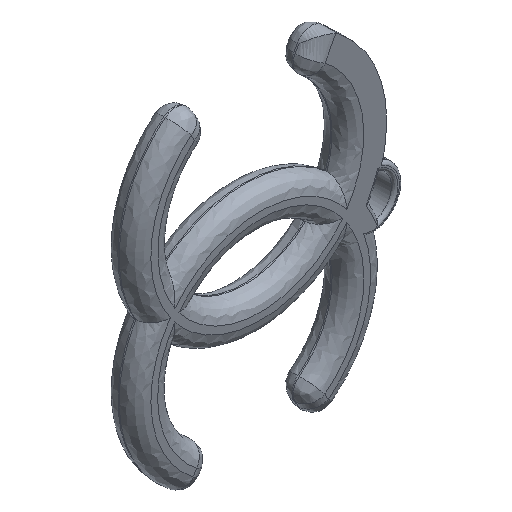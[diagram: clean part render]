
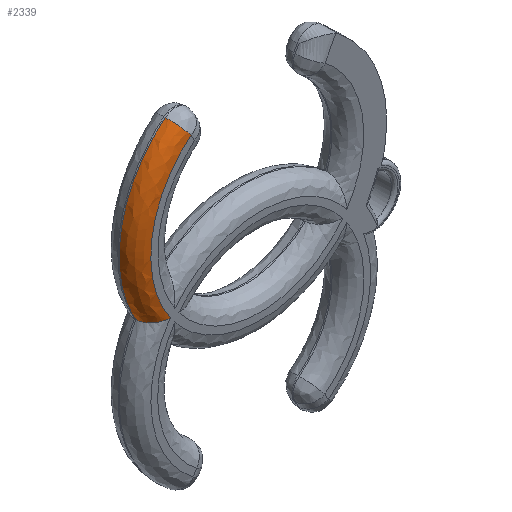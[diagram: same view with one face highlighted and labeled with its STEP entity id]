
A CAD part, isometric view. The second image highlights one B-rep face of the part: STEP entity #2339.
In plain terms, the highlighted free-form (B-spline) face has degree [2, 2] with [3, 3] control points.
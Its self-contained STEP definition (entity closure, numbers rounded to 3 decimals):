
#371 = VERTEX_POINT('',#372);
#372 = CARTESIAN_POINT('',(-12.978,0.,27.02));
#377 = EDGE_CURVE('',#378,#371,#380,.T.);
#378 = VERTEX_POINT('',#379);
#379 = CARTESIAN_POINT('',(-16.763,0.,0.074));
#380 = ( BOUNDED_CURVE() B_SPLINE_CURVE(2,(#381,#382,#383),
.UNSPECIFIED.,.F.,.F.) B_SPLINE_CURVE_WITH_KNOTS((3,3),(5.419,
6.911),.PIECEWISE_BEZIER_KNOTS.) CURVE() 
GEOMETRIC_REPRESENTATION_ITEM() RATIONAL_B_SPLINE_CURVE((1.,
0.734,1.)) REPRESENTATION_ITEM('') );
#381 = CARTESIAN_POINT('',(-16.763,0.,0.074));
#382 = CARTESIAN_POINT('',(-27.325,0.,15.297));
#383 = CARTESIAN_POINT('',(-12.978,0.,27.02));
#1504 = VERTEX_POINT('',#1505);
#1505 = CARTESIAN_POINT('',(-14.807,2.891,
    29.259));
#1511 = EDGE_CURVE('',#1504,#371,#1512,.T.);
#1512 = ( BOUNDED_CURVE() B_SPLINE_CURVE(2,(#1513,#1514,#1515),
.UNSPECIFIED.,.F.,.F.) B_SPLINE_CURVE_WITH_KNOTS((3,3),(4.712,
6.283),.PIECEWISE_BEZIER_KNOTS.) CURVE() 
GEOMETRIC_REPRESENTATION_ITEM() RATIONAL_B_SPLINE_CURVE((1.,
0.707,1.)) REPRESENTATION_ITEM('') );
#1513 = CARTESIAN_POINT('',(-14.807,2.891,
    29.259));
#1514 = CARTESIAN_POINT('',(-14.807,0.,
    29.259));
#1515 = CARTESIAN_POINT('',(-12.978,0.,27.02));
#2304 = VERTEX_POINT('',#2305);
#2305 = CARTESIAN_POINT('',(-20.18,2.891,
    0.073));
#2313 = EDGE_CURVE('',#378,#2304,#2314,.T.);
#2314 = B_SPLINE_CURVE_WITH_KNOTS('',3,(#2315,#2316,#2317,#2318,#2319,
    #2320,#2321,#2322,#2323,#2324,#2325,#2326,#2327,#2328),
  .UNSPECIFIED.,.F.,.F.,(4,2,2,2,2,2,4),(-0.829,-0.828
    ,-0.755,-0.684,-0.584,-0.496,
    -0.414),.UNSPECIFIED.);
#2315 = CARTESIAN_POINT('',(-16.763,0.,0.074));
#2316 = CARTESIAN_POINT('',(-16.766,0.,
    0.074));
#2317 = CARTESIAN_POINT('',(-16.77,0.,
    0.074));
#2318 = CARTESIAN_POINT('',(-17.066,0.001,
    0.074));
#2319 = CARTESIAN_POINT('',(-17.359,0.032,
    0.074));
#2320 = CARTESIAN_POINT('',(-17.923,0.155,
    0.074));
#2321 = CARTESIAN_POINT('',(-18.194,0.245,
    0.074));
#2322 = CARTESIAN_POINT('',(-18.815,0.538,
    0.074));
#2323 = CARTESIAN_POINT('',(-19.147,0.771,
    0.073));
#2324 = CARTESIAN_POINT('',(-19.665,1.315,
    0.073));
#2325 = CARTESIAN_POINT('',(-19.86,1.609,
    0.073));
#2326 = CARTESIAN_POINT('',(-20.115,2.238,
    0.073));
#2327 = CARTESIAN_POINT('',(-20.18,2.562,
    0.073));
#2328 = CARTESIAN_POINT('',(-20.18,2.891,
    0.073));
#2339 = ADVANCED_FACE('',(#2340),#2351,.T.);
#2340 = FACE_BOUND('',#2341,.T.);
#2341 = EDGE_LOOP('',(#2342,#2343,#2344,#2350));
#2342 = ORIENTED_EDGE('',*,*,#377,.T.);
#2343 = ORIENTED_EDGE('',*,*,#1511,.F.);
#2344 = ORIENTED_EDGE('',*,*,#2345,.T.);
#2345 = EDGE_CURVE('',#1504,#2304,#2346,.T.);
#2346 = ( BOUNDED_CURVE() B_SPLINE_CURVE(2,(#2347,#2348,#2349),
.UNSPECIFIED.,.F.,.F.) B_SPLINE_CURVE_WITH_KNOTS((3,3),(5.655,
7.063),.PIECEWISE_BEZIER_KNOTS.) CURVE() 
GEOMETRIC_REPRESENTATION_ITEM() RATIONAL_B_SPLINE_CURVE((1.,
0.763,1.)) REPRESENTATION_ITEM('') );
#2347 = CARTESIAN_POINT('',(-14.807,2.891,
    29.259));
#2348 = CARTESIAN_POINT('',(-29.875,2.891,
    16.945));
#2349 = CARTESIAN_POINT('',(-20.18,2.891,
    0.073));
#2350 = ORIENTED_EDGE('',*,*,#2313,.F.);
#2351 = ( BOUNDED_SURFACE() B_SPLINE_SURFACE(2,2,(
    (#2352,#2353,#2354)
    ,(#2355,#2356,#2357)
    ,(#2358,#2359,#2360
)),.UNSPECIFIED.,.F.,.F.,.F.) B_SPLINE_SURFACE_WITH_KNOTS((3,3),(3,3),(
    4.106,5.598),(4.712,6.283),
.PIECEWISE_BEZIER_KNOTS.) GEOMETRIC_REPRESENTATION_ITEM() 
RATIONAL_B_SPLINE_SURFACE((
    (1.,0.707,1.)
    ,(0.734,0.519,0.734)
,(1.,0.707,1.))) REPRESENTATION_ITEM('') SURFACE() );
#2352 = CARTESIAN_POINT('',(-16.763,0.,0.074));
#2353 = CARTESIAN_POINT('',(-19.138,0.,
    -1.574));
#2354 = CARTESIAN_POINT('',(-19.138,2.891,
    -1.574));
#2355 = CARTESIAN_POINT('',(-27.325,0.,15.297));
#2356 = CARTESIAN_POINT('',(-31.223,0.,
    15.844));
#2357 = CARTESIAN_POINT('',(-31.223,2.891,
    15.844));
#2358 = CARTESIAN_POINT('',(-12.978,0.,27.02));
#2359 = CARTESIAN_POINT('',(-14.807,0.,
    29.259));
#2360 = CARTESIAN_POINT('',(-14.807,2.891,
    29.259));
